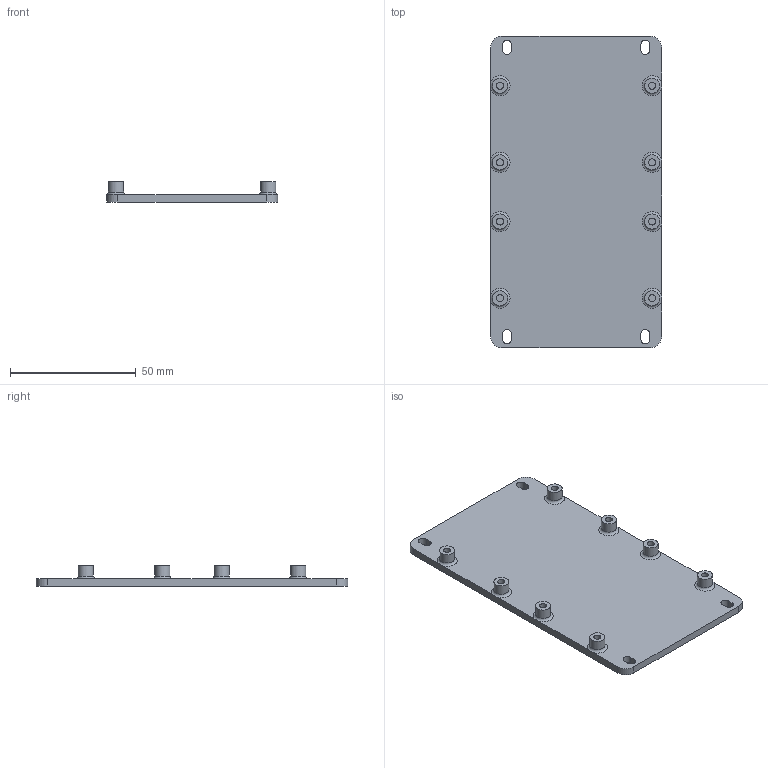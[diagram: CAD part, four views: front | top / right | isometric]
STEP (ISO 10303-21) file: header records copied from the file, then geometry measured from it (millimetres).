
FILE_DESCRIPTION(/* description */ (''),/* implementation_level */ '2;1');
FILE_NAME(/* name */ 'Lower Bay Tray - Dual LM2596 with LED.step',/* time_stamp */ '2022-07-07T14:56:31-05:00',/* author */ (''),/* organization */ (''),/* preprocessor_version */ 'ST-DEVELOPER v19',/* originating_system */ 'Autodesk Translation Framework v11.7.0.108',/* authorisation */ '');
FILE_SCHEMA (('AUTOMOTIVE_DESIGN { 1 0 10303 214 3 1 1 }'));
Length unit declared in the file: millimetre
Products named in the file (1): Lower Bay Tray - Dual LM2596 with LED
Bounding box: 68.08 x 124 x 8 mm (x, y, z)
Volume: 25954.7 mm3; surface area: 19047.8 mm2
Topology: 1 solids, 1 shells, 66 faces, 160 edges, 104 vertices
Faces by surface type: plane 30, cylinder 28, torus 8
Full cylindrical faces by diameter (mm): 2.8 x8, 6 x8
Entity records: 2057 total; most frequent: CARTESIAN_POINT 407, DIRECTION 358, ORIENTED_EDGE 320, EDGE_CURVE 160, AXIS2_PLACEMENT_3D 143, VERTEX_POINT 104, EDGE_LOOP 82, CIRCLE 76
